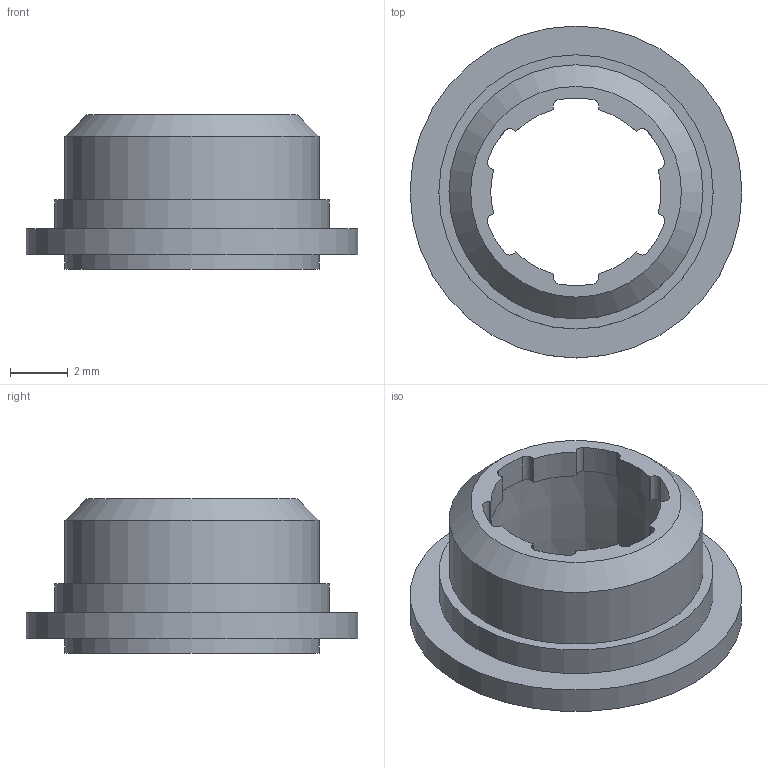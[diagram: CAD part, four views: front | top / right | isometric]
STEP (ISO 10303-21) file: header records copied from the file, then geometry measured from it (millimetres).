
FILE_DESCRIPTION(('FreeCAD Model'),'2;1');
FILE_NAME('Open CASCADE Shape Model','2023-12-12T16:30:38',('FreeCAD'),( 'FreeCAD'),'Open CASCADE STEP processor 7.6','FreeCAD','Unknown');
FILE_SCHEMA(('AUTOMOTIVE_DESIGN { 1 0 10303 214 1 1 1 1 }'));
Length unit declared in the file: millimetre
Products named in the file (1): Open CASCADE STEP translator 7.6 2
Bounding box: 11.5 x 11.5 x 5.35 mm (x, y, z)
Volume: 179.9 mm3; surface area: 405.1 mm2
Topology: 1 solids, 1 shells, 49 faces, 128 edges, 85 vertices
Faces by surface type: cylinder 29, plane 18, cone 2
Full cylindrical faces by diameter (mm): 8.8 x2, 9.5 x1, 11.5 x1
Entity records: 1549 total; most frequent: DIRECTION 289, CARTESIAN_POINT 263, ORIENTED_EDGE 256, EDGE_CURVE 128, AXIS2_PLACEMENT_3D 111, VERTEX_POINT 85, LINE 67, VECTOR 67
